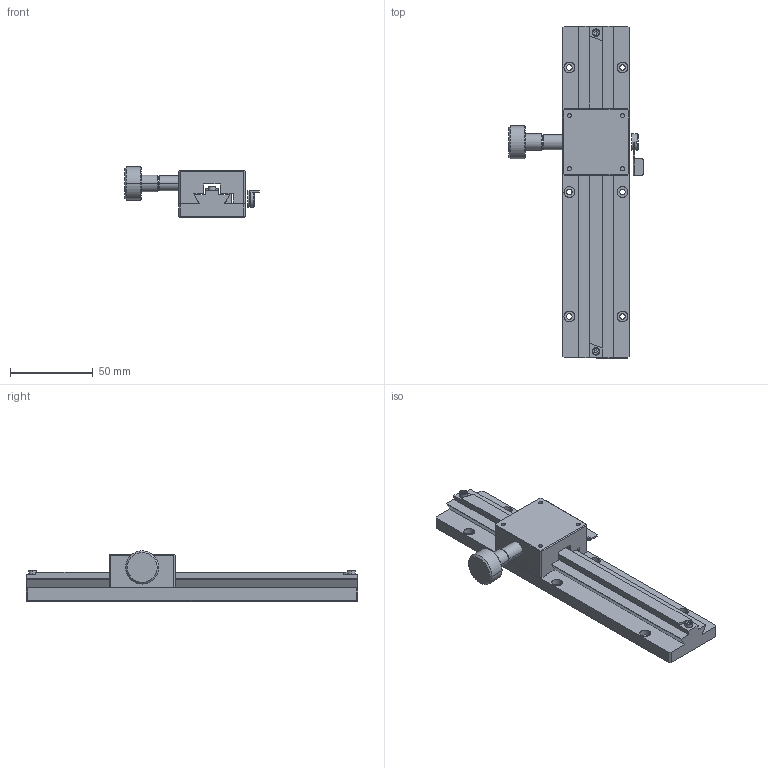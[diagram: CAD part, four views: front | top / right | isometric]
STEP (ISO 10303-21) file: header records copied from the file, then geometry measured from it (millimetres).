
FILE_DESCRIPTION (( 'STEP AP203' ), '1' );
FILE_NAME ('SPYC40-L200.STEP', '2020-07-13T06:52:37', ( 'User' ), ( 'Microsoft' ), 'SwSTEP 2.0', 'SolidWorks 2018', '' );
FILE_SCHEMA (( 'CONFIG_CONTROL_DESIGN' ));
Length unit declared in the file: millimetre
Products named in the file (2): SPYC40-L200
Bounding box: 81 x 200 x 30.3 mm (x, y, z)
Surface area: 34001.3 mm2 (no closed solid volume)
Topology: 0 solids, 4 shells, 237 faces, 928 edges, 676 vertices
Faces by surface type: plane 142, cylinder 51, bspline 29, cone 13, torus 2
Entity records: 14970 total; most frequent: CARTESIAN_POINT 7690, ORIENTED_EDGE 1404, DIRECTION 1230, EDGE_CURVE 924, VERTEX_POINT 676, VECTOR 566, LINE 566, AXIS2_PLACEMENT_3D 332
